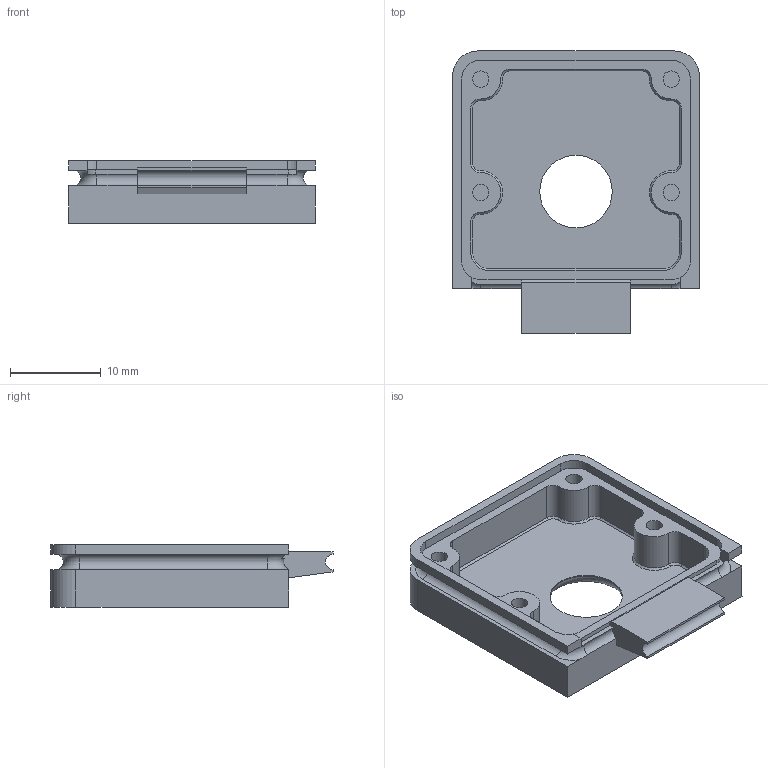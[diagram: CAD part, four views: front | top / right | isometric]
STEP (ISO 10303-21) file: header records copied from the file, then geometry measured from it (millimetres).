
FILE_DESCRIPTION(('FreeCAD Model'),'2;1');
FILE_NAME('camera_top.step','2019-04-19T11:04:32',('Anool'),( 'Wyolum'),'Open CASCADE STEP processor 7.3','FreeCAD','Unknown');
FILE_SCHEMA(('AUTOMOTIVE_DESIGN { 1 0 10303 214 1 1 1 1 }'));
Length unit declared in the file: millimetre
Products named in the file (1): cam_top
Bounding box: 27.2 x 31.1 x 6.9 mm (x, y, z)
Volume: 2052.3 mm3; surface area: 2900.4 mm2
Topology: 1 solids, 1 shells, 103 faces, 263 edges, 167 vertices
Faces by surface type: plane 49, cylinder 35, cone 14, torus 5
Full cylindrical faces by diameter (mm): 1.8 x4, 8 x1
Entity records: 3218 total; most frequent: CARTESIAN_POINT 626, DIRECTION 561, ORIENTED_EDGE 526, EDGE_CURVE 263, AXIS2_PLACEMENT_3D 200, VERTEX_POINT 167, LINE 161, VECTOR 161
